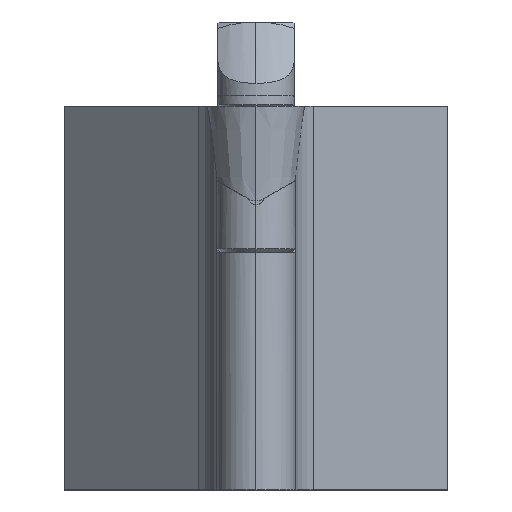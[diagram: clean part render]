
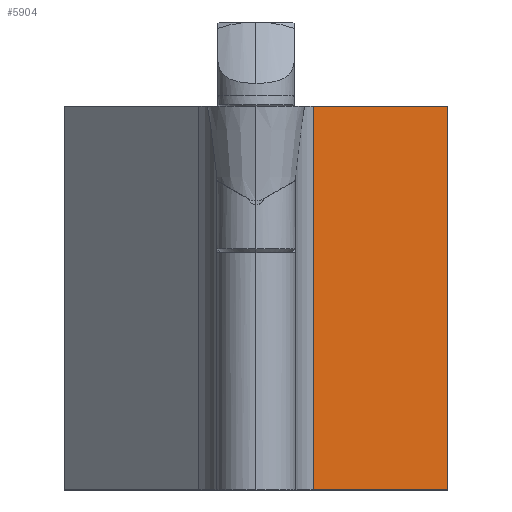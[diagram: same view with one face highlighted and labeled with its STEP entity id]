
A CAD part, left-side view. The second image highlights one B-rep face of the part: STEP entity #5904.
In plain terms, the highlighted planar face has unit normal (-0.707, -0.707, 0).
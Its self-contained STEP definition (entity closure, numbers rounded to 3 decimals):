
#471 = LINE ( 'NONE', #6394, #1820 ) ;
#472 = ORIENTED_EDGE ( 'NONE', *, *, #4079, .T. ) ;
#906 = CARTESIAN_POINT ( 'NONE',  ( 28.95, -12.5, 193.638 ) ) ;
#988 = VERTEX_POINT ( 'NONE', #4115 ) ;
#999 = EDGE_CURVE ( 'NONE', #7412, #988, #471, .T. ) ;
#1019 = DIRECTION ( 'NONE',  ( 0., 0., -1. ) ) ;
#1820 = VECTOR ( 'NONE', #4091, 1000. ) ;
#1897 = LINE ( 'NONE', #4124, #5044 ) ;
#2461 = LINE ( 'NONE', #6801, #3902 ) ;
#2897 = CARTESIAN_POINT ( 'NONE',  ( 28.95, -12.5, -25. ) ) ;
#2925 = PLANE ( 'NONE',  #3532 ) ;
#3144 = ORIENTED_EDGE ( 'NONE', *, *, #3306, .F. ) ;
#3260 = FACE_OUTER_BOUND ( 'NONE', #3389, .T. ) ;
#3306 = EDGE_CURVE ( 'NONE', #3830, #5346, #1897, .T. ) ;
#3389 = EDGE_LOOP ( 'NONE', ( #3144, #4563, #5794, #472 ) ) ;
#3503 = DIRECTION ( 'NONE',  ( 0.707, -0.707, 0. ) ) ;
#3532 = AXIS2_PLACEMENT_3D ( 'NONE', #4064, #4648, #3503 ) ;
#3698 = LINE ( 'NONE', #906, #7235 ) ;
#3830 = VERTEX_POINT ( 'NONE', #2897 ) ;
#3902 = VECTOR ( 'NONE', #1019, 1000. ) ;
#4064 = CARTESIAN_POINT ( 'NONE',  ( 20.172, -3.722, 193.638 ) ) ;
#4079 = EDGE_CURVE ( 'NONE', #988, #5346, #2461, .T. ) ;
#4091 = DIRECTION ( 'NONE',  ( -0.707, 0.707, 0. ) ) ;
#4115 = CARTESIAN_POINT ( 'NONE',  ( 20.172, -3.722, 0. ) ) ;
#4124 = CARTESIAN_POINT ( 'NONE',  ( 8.225, 8.225, -25. ) ) ;
#4563 = ORIENTED_EDGE ( 'NONE', *, *, #6271, .F. ) ;
#4648 = DIRECTION ( 'NONE',  ( -0.707, -0.707, 0. ) ) ;
#5044 = VECTOR ( 'NONE', #6430, 1000. ) ;
#5346 = VERTEX_POINT ( 'NONE', #7303 ) ;
#5659 = CARTESIAN_POINT ( 'NONE',  ( 28.95, -12.5, 0. ) ) ;
#5794 = ORIENTED_EDGE ( 'NONE', *, *, #999, .T. ) ;
#5904 = ADVANCED_FACE ( 'NONE', ( #3260 ), #2925, .T. ) ;
#6271 = EDGE_CURVE ( 'NONE', #7412, #3830, #3698, .T. ) ;
#6394 = CARTESIAN_POINT ( 'NONE',  ( 8.225, 8.225, 0. ) ) ;
#6430 = DIRECTION ( 'NONE',  ( -0.707, 0.707, 0. ) ) ;
#6801 = CARTESIAN_POINT ( 'NONE',  ( 20.172, -3.722, 193.638 ) ) ;
#7235 = VECTOR ( 'NONE', #7284, 1000. ) ;
#7284 = DIRECTION ( 'NONE',  ( 0., 0., -1. ) ) ;
#7303 = CARTESIAN_POINT ( 'NONE',  ( 20.172, -3.722, -25. ) ) ;
#7412 = VERTEX_POINT ( 'NONE', #5659 ) ;
